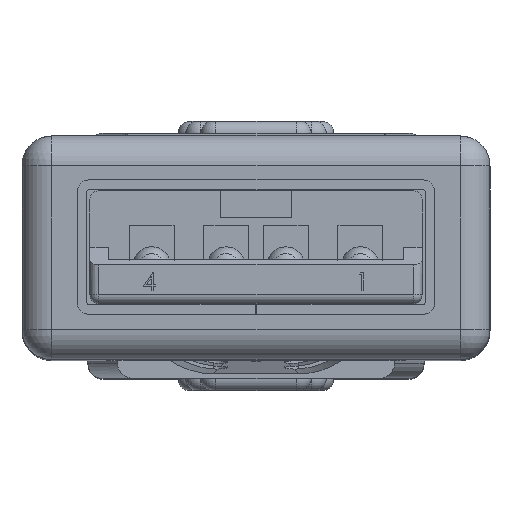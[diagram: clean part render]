
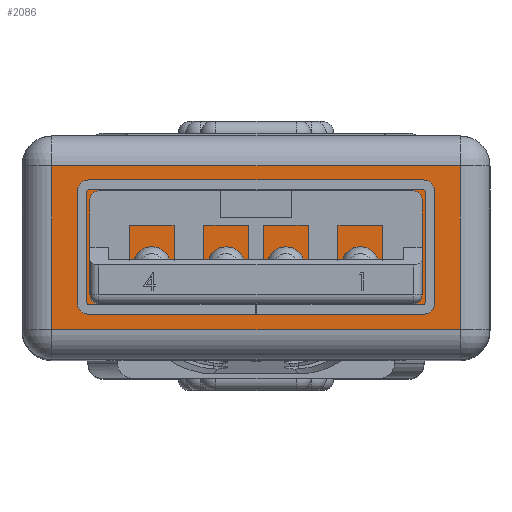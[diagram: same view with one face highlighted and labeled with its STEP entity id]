
A CAD part, top view. The second image highlights one B-rep face of the part: STEP entity #2086.
In plain terms, the highlighted face is planar.
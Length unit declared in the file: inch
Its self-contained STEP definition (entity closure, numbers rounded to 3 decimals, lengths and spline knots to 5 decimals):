
#840 = CARTESIAN_POINT ( 'NONE',  ( -0.26969, 0.14764, 0. ) ) ;
#1461 = LINE ( 'NONE', #840, #37897 ) ;
#2086 = ADVANCED_FACE ( 'NONE', ( #37714 ), #4602, .F. ) ;
#4137 = LINE ( 'NONE', #26318, #12401 ) ;
#4389 = EDGE_CURVE ( 'NONE', #19522, #26170, #37269, .T. ) ;
#4579 = CARTESIAN_POINT ( 'NONE',  ( -0.26969, 0.10827, 0. ) ) ;
#4602 = PLANE ( 'NONE',  #4742 ) ;
#4742 = AXIS2_PLACEMENT_3D ( 'NONE', #32861, #36384, #15246 ) ;
#6596 = ORIENTED_EDGE ( 'NONE', *, *, #35271, .T. ) ;
#6705 = VECTOR ( 'NONE', #8810, 39.37008 ) ;
#8810 = DIRECTION ( 'NONE',  ( -1., 0., 0. ) ) ;
#8882 = VERTEX_POINT ( 'NONE', #42759 ) ;
#11508 = DIRECTION ( 'NONE',  ( 0., 1., 0. ) ) ;
#12401 = VECTOR ( 'NONE', #26164, 39.37008 ) ;
#12408 = CARTESIAN_POINT ( 'NONE',  ( -0.26969, -0.10827, 0. ) ) ;
#15246 = DIRECTION ( 'NONE',  ( 1., 0., 0. ) ) ;
#17626 = EDGE_CURVE ( 'NONE', #8882, #26794, #38233, .T. ) ;
#18513 = ORIENTED_EDGE ( 'NONE', *, *, #17626, .T. ) ;
#19522 = VERTEX_POINT ( 'NONE', #4579 ) ;
#23853 = ORIENTED_EDGE ( 'NONE', *, *, #4389, .T. ) ;
#26164 = DIRECTION ( 'NONE',  ( 0., -1., 0. ) ) ;
#26170 = VERTEX_POINT ( 'NONE', #36711 ) ;
#26318 = CARTESIAN_POINT ( 'NONE',  ( 0.26969, 0.14764, 0. ) ) ;
#26794 = VERTEX_POINT ( 'NONE', #12408 ) ;
#29841 = CARTESIAN_POINT ( 'NONE',  ( 0.30906, 0.10827, 0. ) ) ;
#30009 = CARTESIAN_POINT ( 'NONE',  ( -0.30906, -0.10827, 0. ) ) ;
#32861 = CARTESIAN_POINT ( 'NONE',  ( -0.30906, 0.14764, 0. ) ) ;
#33077 = ORIENTED_EDGE ( 'NONE', *, *, #38110, .T. ) ;
#33391 = DIRECTION ( 'NONE',  ( 1., 0., 0. ) ) ;
#35271 = EDGE_CURVE ( 'NONE', #26170, #8882, #4137, .T. ) ;
#36152 = VECTOR ( 'NONE', #33391, 39.37008 ) ;
#36384 = DIRECTION ( 'NONE',  ( 0., 0., 1. ) ) ;
#36711 = CARTESIAN_POINT ( 'NONE',  ( 0.26969, 0.10827, 0. ) ) ;
#37269 = LINE ( 'NONE', #29841, #36152 ) ;
#37714 = FACE_OUTER_BOUND ( 'NONE', #44249, .T. ) ;
#37897 = VECTOR ( 'NONE', #11508, 39.37008 ) ;
#38110 = EDGE_CURVE ( 'NONE', #26794, #19522, #1461, .T. ) ;
#38233 = LINE ( 'NONE', #30009, #6705 ) ;
#42759 = CARTESIAN_POINT ( 'NONE',  ( 0.26969, -0.10827, 0. ) ) ;
#44249 = EDGE_LOOP ( 'NONE', ( #23853, #6596, #18513, #33077 ) ) ;
